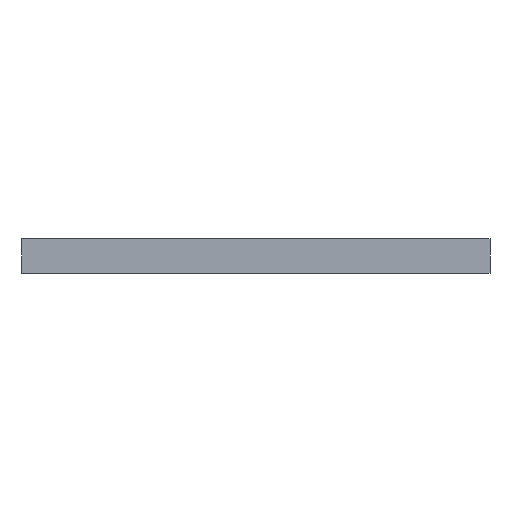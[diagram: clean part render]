
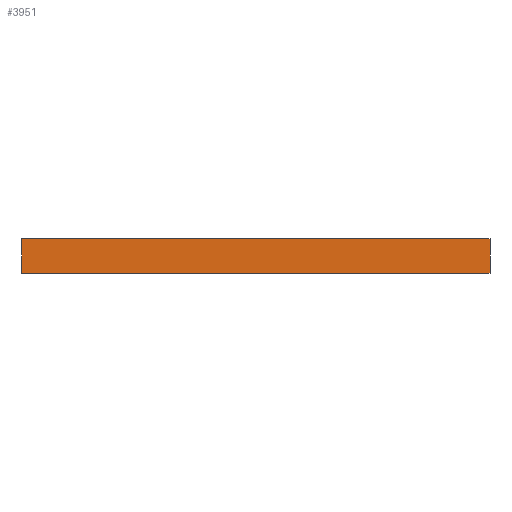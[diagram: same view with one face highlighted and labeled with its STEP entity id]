
A CAD part, front view. The second image highlights one B-rep face of the part: STEP entity #3951.
In plain terms, the highlighted planar face has unit normal (0, -1, 0).
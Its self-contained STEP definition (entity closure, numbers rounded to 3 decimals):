
#370=FACE_OUTER_BOUND('',#610,.T.);
#610=EDGE_LOOP('',(#3505,#3506,#3507,#3508));
#933=LINE('',#6119,#1414);
#1097=LINE('',#6469,#1578);
#1098=LINE('',#6472,#1579);
#1099=LINE('',#6473,#1580);
#1414=VECTOR('',#4694,10.);
#1578=VECTOR('',#5032,10.);
#1579=VECTOR('',#5035,10.);
#1580=VECTOR('',#5036,10.);
#1846=VERTEX_POINT('',#6104);
#1853=VERTEX_POINT('',#6117);
#1952=VERTEX_POINT('',#6467);
#1953=VERTEX_POINT('',#6471);
#2321=EDGE_CURVE('',#1853,#1846,#933,.T.);
#2503=EDGE_CURVE('',#1952,#1846,#1097,.T.);
#2504=EDGE_CURVE('',#1953,#1952,#1098,.T.);
#2505=EDGE_CURVE('',#1953,#1853,#1099,.T.);
#3505=ORIENTED_EDGE('',*,*,#2504,.T.);
#3506=ORIENTED_EDGE('',*,*,#2503,.T.);
#3507=ORIENTED_EDGE('',*,*,#2321,.F.);
#3508=ORIENTED_EDGE('',*,*,#2505,.F.);
#3765=PLANE('',#4156);
#3951=ADVANCED_FACE('',(#370),#3765,.T.);
#4156=AXIS2_PLACEMENT_3D('',#6470,#5033,#5034);
#4694=DIRECTION('',(1.,0.,0.));
#5032=DIRECTION('',(0.,0.,1.));
#5033=DIRECTION('center_axis',(0.,-1.,0.));
#5034=DIRECTION('ref_axis',(1.,0.,0.));
#5035=DIRECTION('',(1.,0.,0.));
#5036=DIRECTION('',(0.,0.,1.));
#6104=CARTESIAN_POINT('',(40.25,-48.765,7.56));
#6117=CARTESIAN_POINT('',(-40.25,-48.765,7.56));
#6119=CARTESIAN_POINT('',(-43.25,-48.765,7.56));
#6467=CARTESIAN_POINT('',(40.25,-48.765,1.56));
#6469=CARTESIAN_POINT('',(40.25,-48.765,1.56));
#6470=CARTESIAN_POINT('Origin',(-40.25,-48.765,1.56));
#6471=CARTESIAN_POINT('',(-40.25,-48.765,1.56));
#6472=CARTESIAN_POINT('',(-40.25,-48.765,1.56));
#6473=CARTESIAN_POINT('',(-40.25,-48.765,1.56));
